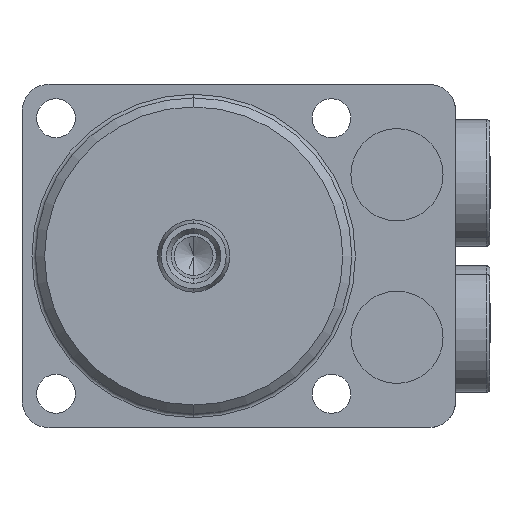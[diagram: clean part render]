
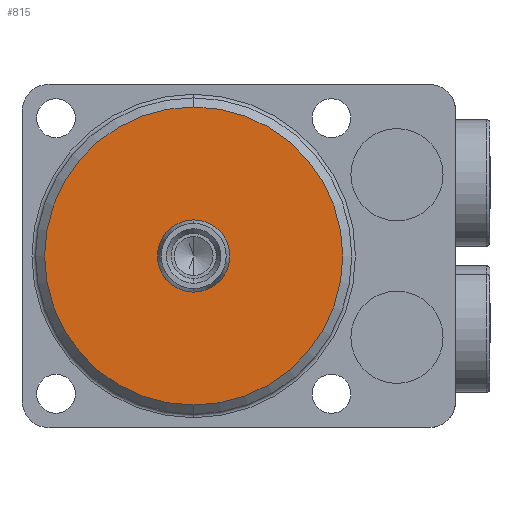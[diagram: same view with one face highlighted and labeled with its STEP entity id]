
A CAD part, front view. The second image highlights one B-rep face of the part: STEP entity #815.
In plain terms, the highlighted planar face has unit normal (0, -1, 0).
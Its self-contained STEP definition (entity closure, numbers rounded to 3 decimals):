
#180 = CIRCLE ( 'NONE', #4666, 16.5 ) ;
#227 = CIRCLE ( 'NONE', #4674, 4. ) ;
#699 = DIRECTION ( 'NONE',  ( 0., 0., 1. ) ) ;
#700 = DIRECTION ( 'NONE',  ( 0., -1., 0. ) ) ;
#701 = CARTESIAN_POINT ( 'NONE',  ( 0., 0., 0. ) ) ;
#703 = DIRECTION ( 'NONE',  ( 0., 0., 1. ) ) ;
#705 = DIRECTION ( 'NONE',  ( 0., 1., 0. ) ) ;
#706 = CARTESIAN_POINT ( 'NONE',  ( 0., 0., 0. ) ) ;
#815 = ADVANCED_FACE ( 'NONE', ( #5574, #5571 ), #3494, .F. ) ;
#1289 = ORIENTED_EDGE ( 'NONE', *, *, #5191, .T. ) ;
#1290 = ORIENTED_EDGE ( 'NONE', *, *, #5098, .T. ) ;
#1291 = ORIENTED_EDGE ( 'NONE', *, *, #5192, .T. ) ;
#1292 = ORIENTED_EDGE ( 'NONE', *, *, #5110, .T. ) ;
#2116 = CIRCLE ( 'NONE', #4633, 4. ) ;
#2117 = CIRCLE ( 'NONE', #4632, 16.5 ) ;
#3264 = VERTEX_POINT ( 'NONE', #4345 ) ;
#3275 = EDGE_LOOP ( 'NONE', ( #1291, #1292 ) ) ;
#3281 = EDGE_LOOP ( 'NONE', ( #1289, #1290 ) ) ;
#3328 = VERTEX_POINT ( 'NONE', #4343 ) ;
#3483 = VERTEX_POINT ( 'NONE', #4239 ) ;
#3484 = VERTEX_POINT ( 'NONE', #4238 ) ;
#3494 = PLANE ( 'NONE',  #4883 ) ;
#3501 = CARTESIAN_POINT ( 'NONE',  ( -19., 0., 19. ) ) ;
#3921 = DIRECTION ( 'NONE',  ( 0., 0., 1. ) ) ;
#3922 = DIRECTION ( 'NONE',  ( 0., -1., 0. ) ) ;
#3923 = CARTESIAN_POINT ( 'NONE',  ( 0., 0., 0. ) ) ;
#3977 = DIRECTION ( 'NONE',  ( 0., 0., 1. ) ) ;
#3978 = DIRECTION ( 'NONE',  ( 0., 1., 0. ) ) ;
#3981 = CARTESIAN_POINT ( 'NONE',  ( 0., 0., 0. ) ) ;
#4238 = CARTESIAN_POINT ( 'NONE',  ( 0., 0., 4. ) ) ;
#4239 = CARTESIAN_POINT ( 'NONE',  ( 0., 0., -4. ) ) ;
#4343 = CARTESIAN_POINT ( 'NONE',  ( 0., 0., 16.5 ) ) ;
#4345 = CARTESIAN_POINT ( 'NONE',  ( 0., 0., -16.5 ) ) ;
#4446 = DIRECTION ( 'NONE',  ( 0., 0., 1. ) ) ;
#4447 = DIRECTION ( 'NONE',  ( 0., 1., 0. ) ) ;
#4632 = AXIS2_PLACEMENT_3D ( 'NONE', #701, #700, #699 ) ;
#4633 = AXIS2_PLACEMENT_3D ( 'NONE', #706, #705, #703 ) ;
#4666 = AXIS2_PLACEMENT_3D ( 'NONE', #3923, #3922, #3921 ) ;
#4674 = AXIS2_PLACEMENT_3D ( 'NONE', #3981, #3978, #3977 ) ;
#4883 = AXIS2_PLACEMENT_3D ( 'NONE', #3501, #4447, #4446 ) ;
#5098 = EDGE_CURVE ( 'NONE', #3483, #3484, #227, .T. ) ;
#5110 = EDGE_CURVE ( 'NONE', #3264, #3328, #180, .T. ) ;
#5191 = EDGE_CURVE ( 'NONE', #3484, #3483, #2116, .T. ) ;
#5192 = EDGE_CURVE ( 'NONE', #3328, #3264, #2117, .T. ) ;
#5571 = FACE_OUTER_BOUND ( 'NONE', #3275, .T. ) ;
#5574 = FACE_BOUND ( 'NONE', #3281, .T. ) ;
